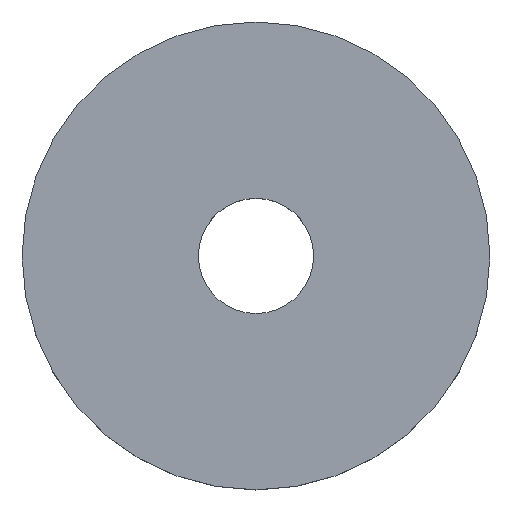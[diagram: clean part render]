
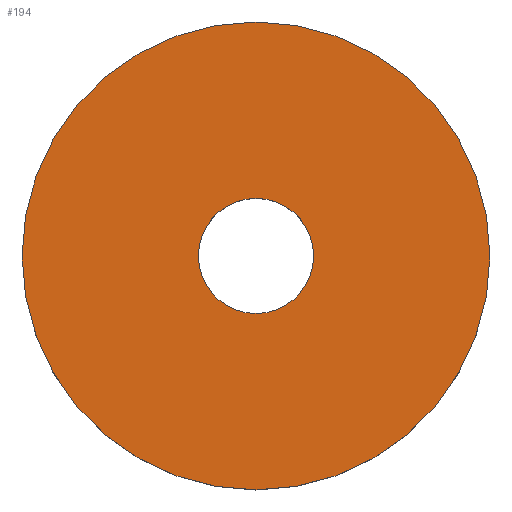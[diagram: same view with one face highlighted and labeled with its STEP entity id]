
A CAD part, top view. The second image highlights one B-rep face of the part: STEP entity #194.
In plain terms, the highlighted planar face has unit normal (0, 0, 1).
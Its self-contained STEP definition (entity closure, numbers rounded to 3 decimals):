
#6 = VERTEX_POINT ( 'NONE', #65 ) ;
#8 = DIRECTION ( 'NONE',  ( 0., 0., -1. ) ) ;
#10 = DIRECTION ( 'NONE',  ( 0., 0., 1. ) ) ;
#12 = DIRECTION ( 'NONE',  ( 0., 0., 1. ) ) ;
#17 = DIRECTION ( 'NONE',  ( 1., 0., 0. ) ) ;
#19 = ORIENTED_EDGE ( 'NONE', *, *, #156, .T. ) ;
#20 = EDGE_LOOP ( 'NONE', ( #127, #79 ) ) ;
#24 = ORIENTED_EDGE ( 'NONE', *, *, #168, .T. ) ;
#26 = DIRECTION ( 'NONE',  ( -1., 0., 0. ) ) ;
#29 = CARTESIAN_POINT ( 'NONE',  ( 0., 0., 2. ) ) ;
#33 = CIRCLE ( 'NONE', #101, 1.6 ) ;
#38 = CIRCLE ( 'NONE', #60, 6.5 ) ;
#43 = CIRCLE ( 'NONE', #108, 1.6 ) ;
#58 = EDGE_CURVE ( 'NONE', #6, #93, #43, .T. ) ;
#60 = AXIS2_PLACEMENT_3D ( 'NONE', #29, #12, #84 ) ;
#63 = CIRCLE ( 'NONE', #197, 6.5 ) ;
#65 = CARTESIAN_POINT ( 'NONE',  ( -1.6, 0., 2. ) ) ;
#72 = EDGE_CURVE ( 'NONE', #93, #6, #33, .T. ) ;
#79 = ORIENTED_EDGE ( 'NONE', *, *, #72, .T. ) ;
#80 = FACE_BOUND ( 'NONE', #20, .T. ) ;
#82 = CARTESIAN_POINT ( 'NONE',  ( 0., 0., 2. ) ) ;
#83 = DIRECTION ( 'NONE',  ( 0., 0., -1. ) ) ;
#84 = DIRECTION ( 'NONE',  ( 1., 0., 0. ) ) ;
#86 = DIRECTION ( 'NONE',  ( 0., 0., 1. ) ) ;
#90 = PLANE ( 'NONE',  #134 ) ;
#93 = VERTEX_POINT ( 'NONE', #150 ) ;
#101 = AXIS2_PLACEMENT_3D ( 'NONE', #147, #83, #26 ) ;
#108 = AXIS2_PLACEMENT_3D ( 'NONE', #198, #8, #135 ) ;
#119 = DIRECTION ( 'NONE',  ( 1., 0., 0. ) ) ;
#122 = CARTESIAN_POINT ( 'NONE',  ( 0., 0., 2. ) ) ;
#125 = VERTEX_POINT ( 'NONE', #195 ) ;
#127 = ORIENTED_EDGE ( 'NONE', *, *, #58, .T. ) ;
#134 = AXIS2_PLACEMENT_3D ( 'NONE', #122, #86, #17 ) ;
#135 = DIRECTION ( 'NONE',  ( -1., 0., 0. ) ) ;
#147 = CARTESIAN_POINT ( 'NONE',  ( 0., 0., 2. ) ) ;
#150 = CARTESIAN_POINT ( 'NONE',  ( 1.6, 0., 2. ) ) ;
#156 = EDGE_CURVE ( 'NONE', #125, #190, #63, .T. ) ;
#161 = CARTESIAN_POINT ( 'NONE',  ( -6.5, 0., 2. ) ) ;
#168 = EDGE_CURVE ( 'NONE', #190, #125, #38, .T. ) ;
#169 = FACE_OUTER_BOUND ( 'NONE', #171, .T. ) ;
#171 = EDGE_LOOP ( 'NONE', ( #24, #19 ) ) ;
#190 = VERTEX_POINT ( 'NONE', #161 ) ;
#194 = ADVANCED_FACE ( 'NONE', ( #80, #169 ), #90, .T. ) ;
#195 = CARTESIAN_POINT ( 'NONE',  ( 6.5, 0., 2. ) ) ;
#197 = AXIS2_PLACEMENT_3D ( 'NONE', #82, #10, #119 ) ;
#198 = CARTESIAN_POINT ( 'NONE',  ( 0., 0., 2. ) ) ;
